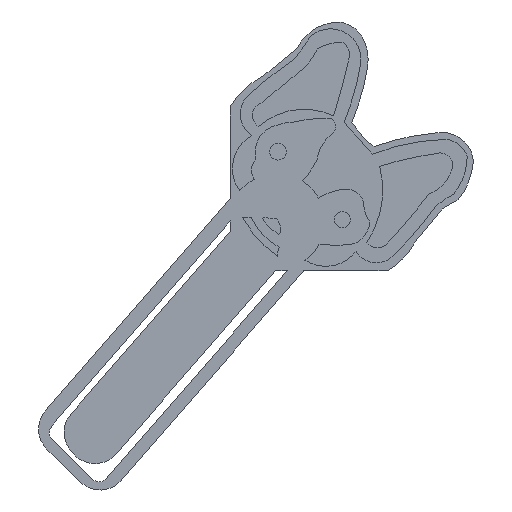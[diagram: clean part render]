
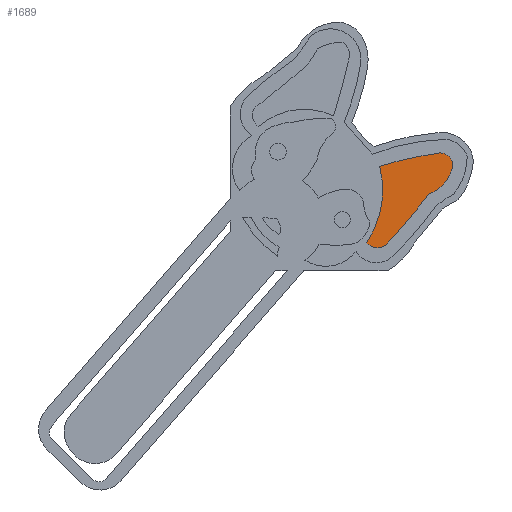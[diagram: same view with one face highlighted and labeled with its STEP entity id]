
A CAD part, front view. The second image highlights one B-rep face of the part: STEP entity #1689.
In plain terms, the highlighted planar face has unit normal (0, -1, 0).
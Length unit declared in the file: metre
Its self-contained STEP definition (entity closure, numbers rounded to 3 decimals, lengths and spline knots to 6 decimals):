
#131=CIRCLE('',#1911,0.009927);
#132=CIRCLE('',#1913,0.001489);
#133=CIRCLE('',#1915,0.087064);
#134=CIRCLE('',#1917,0.003696);
#135=CIRCLE('',#1919,0.001356);
#136=CIRCLE('',#1921,0.033307);
#580=ORIENTED_EDGE('',*,*,#928,.F.);
#581=ORIENTED_EDGE('',*,*,#931,.T.);
#582=ORIENTED_EDGE('',*,*,#933,.T.);
#583=ORIENTED_EDGE('',*,*,#935,.T.);
#584=ORIENTED_EDGE('',*,*,#937,.T.);
#585=ORIENTED_EDGE('',*,*,#938,.T.);
#928=EDGE_CURVE('',#1135,#1136,#131,.T.);
#931=EDGE_CURVE('',#1135,#1137,#132,.T.);
#933=EDGE_CURVE('',#1137,#1138,#133,.T.);
#935=EDGE_CURVE('',#1138,#1139,#134,.T.);
#937=EDGE_CURVE('',#1139,#1140,#135,.T.);
#938=EDGE_CURVE('',#1140,#1136,#136,.T.);
#1135=VERTEX_POINT('',#2951);
#1136=VERTEX_POINT('',#2953);
#1137=VERTEX_POINT('',#2957);
#1138=VERTEX_POINT('',#2961);
#1139=VERTEX_POINT('',#2965);
#1140=VERTEX_POINT('',#2969);
#1464=EDGE_LOOP('',(#580,#581,#582,#583,#584,#585));
#1570=FACE_BOUND('',#1464,.T.);
#1613=PLANE('',#1922);
#1689=ADVANCED_FACE('',(#1570),#1613,.T.);
#1911=AXIS2_PLACEMENT_3D('',#2952,#2397,#2398);
#1913=AXIS2_PLACEMENT_3D('',#2958,#2403,#2404);
#1915=AXIS2_PLACEMENT_3D('',#2962,#2408,#2409);
#1917=AXIS2_PLACEMENT_3D('',#2966,#2413,#2414);
#1919=AXIS2_PLACEMENT_3D('',#2970,#2418,#2419);
#1921=AXIS2_PLACEMENT_3D('',#2972,#2422,#2423);
#1922=AXIS2_PLACEMENT_3D('',#2973,#2424,#2425);
#2397=DIRECTION('',(0.,-1.,0.));
#2398=DIRECTION('',(0.,0.,-1.));
#2403=DIRECTION('',(0.,-1.,0.));
#2404=DIRECTION('',(0.,0.,-1.));
#2408=DIRECTION('',(0.,-1.,0.));
#2409=DIRECTION('',(0.,0.,-1.));
#2413=DIRECTION('',(0.,-1.,0.));
#2414=DIRECTION('',(0.,0.,-1.));
#2418=DIRECTION('',(0.,-1.,0.));
#2419=DIRECTION('',(0.,0.,-1.));
#2422=DIRECTION('',(0.,-1.,0.));
#2423=DIRECTION('',(0.,0.,-1.));
#2424=DIRECTION('',(0.,-1.,0.));
#2425=DIRECTION('',(1.,0.,0.));
#2951=CARTESIAN_POINT('',(0.005285,-0.001,-0.006632));
#2952=CARTESIAN_POINT('',(-0.002904,-0.001,-0.001021));
#2953=CARTESIAN_POINT('',(0.006686,-0.001,0.001542));
#2957=CARTESIAN_POINT('',(0.007353,-0.001,-0.006899));
#2958=CARTESIAN_POINT('',(0.006455,-0.001,-0.005712));
#2961=CARTESIAN_POINT('',(0.012024,-0.001,-0.001361));
#2962=CARTESIAN_POINT('',(-0.056808,-0.001,0.051952));
#2965=CARTESIAN_POINT('',(0.014293,-0.001,0.000875));
#2966=CARTESIAN_POINT('',(0.010818,-0.001,0.002133));
#2969=CARTESIAN_POINT('',(0.012692,-0.001,0.00291));
#2970=CARTESIAN_POINT('',(0.013175,-0.001,0.001643));
#2972=CARTESIAN_POINT('',(0.017054,-0.001,-0.03011));
#2973=CARTESIAN_POINT('',(0.,-0.001,0.));
